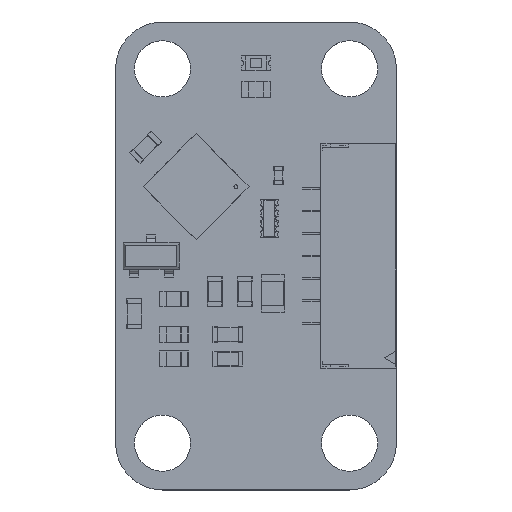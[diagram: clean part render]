
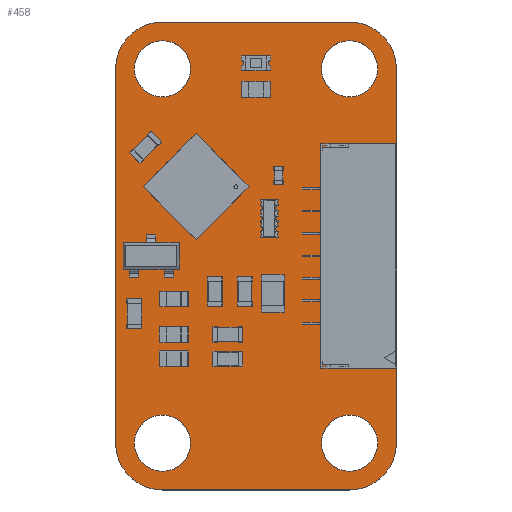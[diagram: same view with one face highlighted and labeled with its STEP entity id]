
A CAD part, top view. The second image highlights one B-rep face of the part: STEP entity #458.
In plain terms, the highlighted planar face has unit normal (0, 0, 1).
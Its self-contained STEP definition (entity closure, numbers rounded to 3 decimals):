
#75 = VERTEX_POINT('',#76);
#76 = CARTESIAN_POINT('',(42.9,-52.3,0.));
#93 = VERTEX_POINT('',#94);
#94 = CARTESIAN_POINT('',(42.9,-32.3,0.));
#100 = EDGE_CURVE('',#75,#93,#101,.T.);
#101 = LINE('',#102,#103);
#102 = CARTESIAN_POINT('',(42.9,-52.3,0.));
#103 = VECTOR('',#104,1.);
#104 = DIRECTION('',(0.,1.,0.));
#125 = VERTEX_POINT('',#126);
#126 = CARTESIAN_POINT('',(45.4,-54.8,0.));
#132 = EDGE_CURVE('',#75,#125,#133,.T.);
#133 = CIRCLE('',#134,2.5);
#134 = AXIS2_PLACEMENT_3D('',#135,#136,#137);
#135 = CARTESIAN_POINT('',(45.4,-52.3,0.));
#136 = DIRECTION('',(0.,0.,1.));
#137 = DIRECTION('',(1.,0.,0.));
#148 = VERTEX_POINT('',#149);
#149 = CARTESIAN_POINT('',(45.4,-29.8,0.));
#165 = EDGE_CURVE('',#148,#93,#166,.T.);
#166 = CIRCLE('',#167,2.5);
#167 = AXIS2_PLACEMENT_3D('',#168,#169,#170);
#168 = CARTESIAN_POINT('',(45.4,-32.3,0.));
#169 = DIRECTION('',(0.,0.,1.));
#170 = DIRECTION('',(1.,0.,0.));
#181 = VERTEX_POINT('',#182);
#182 = CARTESIAN_POINT('',(55.4,-54.8,0.));
#197 = EDGE_CURVE('',#181,#125,#198,.T.);
#198 = LINE('',#199,#200);
#199 = CARTESIAN_POINT('',(55.4,-54.8,0.));
#200 = VECTOR('',#201,1.);
#201 = DIRECTION('',(-1.,0.,0.));
#221 = VERTEX_POINT('',#222);
#222 = CARTESIAN_POINT('',(55.4,-29.8,0.));
#228 = EDGE_CURVE('',#148,#221,#229,.T.);
#229 = LINE('',#230,#231);
#230 = CARTESIAN_POINT('',(45.4,-29.8,0.));
#231 = VECTOR('',#232,1.);
#232 = DIRECTION('',(1.,0.,0.));
#253 = VERTEX_POINT('',#254);
#254 = CARTESIAN_POINT('',(57.9,-52.3,0.));
#260 = EDGE_CURVE('',#181,#253,#261,.T.);
#261 = CIRCLE('',#262,2.5);
#262 = AXIS2_PLACEMENT_3D('',#263,#264,#265);
#263 = CARTESIAN_POINT('',(55.4,-52.3,0.));
#264 = DIRECTION('',(0.,0.,1.));
#265 = DIRECTION('',(1.,0.,0.));
#276 = VERTEX_POINT('',#277);
#277 = CARTESIAN_POINT('',(57.9,-32.3,0.));
#293 = EDGE_CURVE('',#276,#221,#294,.T.);
#294 = CIRCLE('',#295,2.5);
#295 = AXIS2_PLACEMENT_3D('',#296,#297,#298);
#296 = CARTESIAN_POINT('',(55.4,-32.3,0.));
#297 = DIRECTION('',(0.,0.,1.));
#298 = DIRECTION('',(1.,0.,0.));
#316 = EDGE_CURVE('',#276,#253,#317,.T.);
#317 = LINE('',#318,#319);
#318 = CARTESIAN_POINT('',(57.9,-32.3,0.));
#319 = VECTOR('',#320,1.);
#320 = DIRECTION('',(0.,-1.,0.));
#331 = VERTEX_POINT('',#332);
#332 = CARTESIAN_POINT('',(56.9,-52.3,0.));
#348 = EDGE_CURVE('',#331,#331,#349,.T.);
#349 = CIRCLE('',#350,1.5);
#350 = AXIS2_PLACEMENT_3D('',#351,#352,#353);
#351 = CARTESIAN_POINT('',(55.4,-52.3,0.));
#352 = DIRECTION('',(0.,0.,1.));
#353 = DIRECTION('',(1.,0.,-0.));
#364 = VERTEX_POINT('',#365);
#365 = CARTESIAN_POINT('',(56.9,-32.3,0.));
#381 = EDGE_CURVE('',#364,#364,#382,.T.);
#382 = CIRCLE('',#383,1.5);
#383 = AXIS2_PLACEMENT_3D('',#384,#385,#386);
#384 = CARTESIAN_POINT('',(55.4,-32.3,0.));
#385 = DIRECTION('',(0.,0.,1.));
#386 = DIRECTION('',(1.,0.,-0.));
#397 = VERTEX_POINT('',#398);
#398 = CARTESIAN_POINT('',(46.9,-52.3,0.));
#414 = EDGE_CURVE('',#397,#397,#415,.T.);
#415 = CIRCLE('',#416,1.5);
#416 = AXIS2_PLACEMENT_3D('',#417,#418,#419);
#417 = CARTESIAN_POINT('',(45.4,-52.3,0.));
#418 = DIRECTION('',(0.,0.,1.));
#419 = DIRECTION('',(1.,0.,-0.));
#430 = VERTEX_POINT('',#431);
#431 = CARTESIAN_POINT('',(46.9,-32.3,0.));
#447 = EDGE_CURVE('',#430,#430,#448,.T.);
#448 = CIRCLE('',#449,1.5);
#449 = AXIS2_PLACEMENT_3D('',#450,#451,#452);
#450 = CARTESIAN_POINT('',(45.4,-32.3,0.));
#451 = DIRECTION('',(0.,0.,1.));
#452 = DIRECTION('',(1.,0.,-0.));
#458 = ADVANCED_FACE('',(#459,#469,#472,#475,#478),#481,.F.);
#459 = FACE_BOUND('',#460,.F.);
#460 = EDGE_LOOP('',(#461,#462,#463,#464,#465,#466,#467,#468));
#461 = ORIENTED_EDGE('',*,*,#100,.T.);
#462 = ORIENTED_EDGE('',*,*,#165,.F.);
#463 = ORIENTED_EDGE('',*,*,#228,.T.);
#464 = ORIENTED_EDGE('',*,*,#293,.F.);
#465 = ORIENTED_EDGE('',*,*,#316,.T.);
#466 = ORIENTED_EDGE('',*,*,#260,.F.);
#467 = ORIENTED_EDGE('',*,*,#197,.T.);
#468 = ORIENTED_EDGE('',*,*,#132,.F.);
#469 = FACE_BOUND('',#470,.F.);
#470 = EDGE_LOOP('',(#471));
#471 = ORIENTED_EDGE('',*,*,#348,.T.);
#472 = FACE_BOUND('',#473,.F.);
#473 = EDGE_LOOP('',(#474));
#474 = ORIENTED_EDGE('',*,*,#381,.T.);
#475 = FACE_BOUND('',#476,.F.);
#476 = EDGE_LOOP('',(#477));
#477 = ORIENTED_EDGE('',*,*,#414,.T.);
#478 = FACE_BOUND('',#479,.F.);
#479 = EDGE_LOOP('',(#480));
#480 = ORIENTED_EDGE('',*,*,#447,.T.);
#481 = PLANE('',#482);
#482 = AXIS2_PLACEMENT_3D('',#483,#484,#485);
#483 = CARTESIAN_POINT('',(50.4,-42.3,0.));
#484 = DIRECTION('',(-0.,-0.,-1.));
#485 = DIRECTION('',(-1.,0.,0.));
